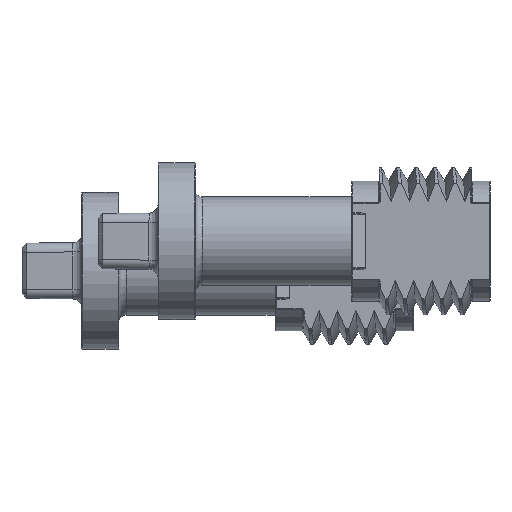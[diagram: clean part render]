
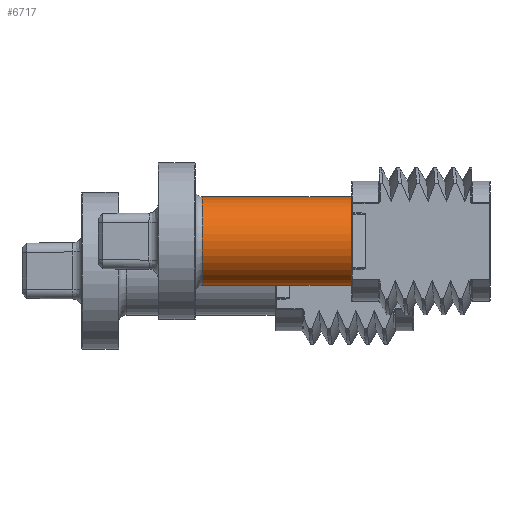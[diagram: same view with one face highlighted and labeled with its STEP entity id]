
A CAD part, left-side view. The second image highlights one B-rep face of the part: STEP entity #6717.
In plain terms, the highlighted cylindrical face has radius 4.8 mm (diameter 9.6 mm), a partial arc.
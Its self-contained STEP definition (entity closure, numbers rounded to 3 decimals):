
#1545 = CARTESIAN_POINT ( 'NONE',  ( 0., 31.197, 4.8 ) ) ;
#1546 = DIRECTION ( 'NONE',  ( 0., 0., -1. ) ) ;
#1547 = DIRECTION ( 'NONE',  ( 0., -1., 0. ) ) ;
#1548 = CARTESIAN_POINT ( 'NONE',  ( 0., 31.197, 0. ) ) ;
#1549 = AXIS2_PLACEMENT_3D ( 'NONE', #1548, #1547, #1546 ) ;
#1550 = CIRCLE ( 'NONE', #1549, 4.8 ) ;
#1577 = DIRECTION ( 'NONE',  ( 0., -1., 0. ) ) ;
#1578 = VECTOR ( 'NONE', #1577, 1000. ) ;
#1579 = CARTESIAN_POINT ( 'NONE',  ( 0., 0., -4.8 ) ) ;
#1580 = LINE ( 'NONE', #1579, #1578 ) ;
#1581 = DIRECTION ( 'NONE',  ( 0., -1., 0. ) ) ;
#1582 = VECTOR ( 'NONE', #1581, 1000. ) ;
#1583 = CARTESIAN_POINT ( 'NONE',  ( 0., 0., 4.8 ) ) ;
#1584 = LINE ( 'NONE', #1583, #1582 ) ;
#1616 = CARTESIAN_POINT ( 'NONE',  ( 0., 31.197, -4.8 ) ) ;
#3649 = CARTESIAN_POINT ( 'NONE',  ( 0., 0., 0. ) ) ;
#3650 = CYLINDRICAL_SURFACE ( 'NONE', #3652, 4.8 ) ;
#3652 = AXIS2_PLACEMENT_3D ( 'NONE', #3649, #3814, #3813 ) ;
#3653 = FACE_OUTER_BOUND ( 'NONE', #6493, .T. ) ;
#3813 = DIRECTION ( 'NONE',  ( 0., 0., -1. ) ) ;
#3814 = DIRECTION ( 'NONE',  ( 0., -1., 0. ) ) ;
#4469 = DIRECTION ( 'NONE',  ( 0., 0., 1. ) ) ;
#4470 = DIRECTION ( 'NONE',  ( 0., 1., 0. ) ) ;
#4471 = CARTESIAN_POINT ( 'NONE',  ( 0., 15.05, 0. ) ) ;
#4472 = AXIS2_PLACEMENT_3D ( 'NONE', #4471, #4470, #4469 ) ;
#4473 = CIRCLE ( 'NONE', #4472, 4.8 ) ;
#4474 = CARTESIAN_POINT ( 'NONE',  ( 0., 15.05, -4.8 ) ) ;
#4481 = CARTESIAN_POINT ( 'NONE',  ( 0., 15.05, 4.8 ) ) ;
#6298 = EDGE_CURVE ( 'NONE', #6302, #6318, #1550, .T. ) ;
#6302 = VERTEX_POINT ( 'NONE', #1545 ) ;
#6311 = EDGE_CURVE ( 'NONE', #6302, #7020, #1584, .T. ) ;
#6312 = EDGE_CURVE ( 'NONE', #6318, #7024, #1580, .T. ) ;
#6318 = VERTEX_POINT ( 'NONE', #1616 ) ;
#6448 = ORIENTED_EDGE ( 'NONE', *, *, #7025, .T. ) ;
#6488 = ORIENTED_EDGE ( 'NONE', *, *, #6312, .T. ) ;
#6491 = ORIENTED_EDGE ( 'NONE', *, *, #6311, .F. ) ;
#6492 = ORIENTED_EDGE ( 'NONE', *, *, #6298, .T. ) ;
#6493 = EDGE_LOOP ( 'NONE', ( #6491, #6492, #6488, #6448 ) ) ;
#6717 = ADVANCED_FACE ( 'NONE', ( #3653 ), #3650, .T. ) ;
#7020 = VERTEX_POINT ( 'NONE', #4481 ) ;
#7024 = VERTEX_POINT ( 'NONE', #4474 ) ;
#7025 = EDGE_CURVE ( 'NONE', #7024, #7020, #4473, .T. ) ;
